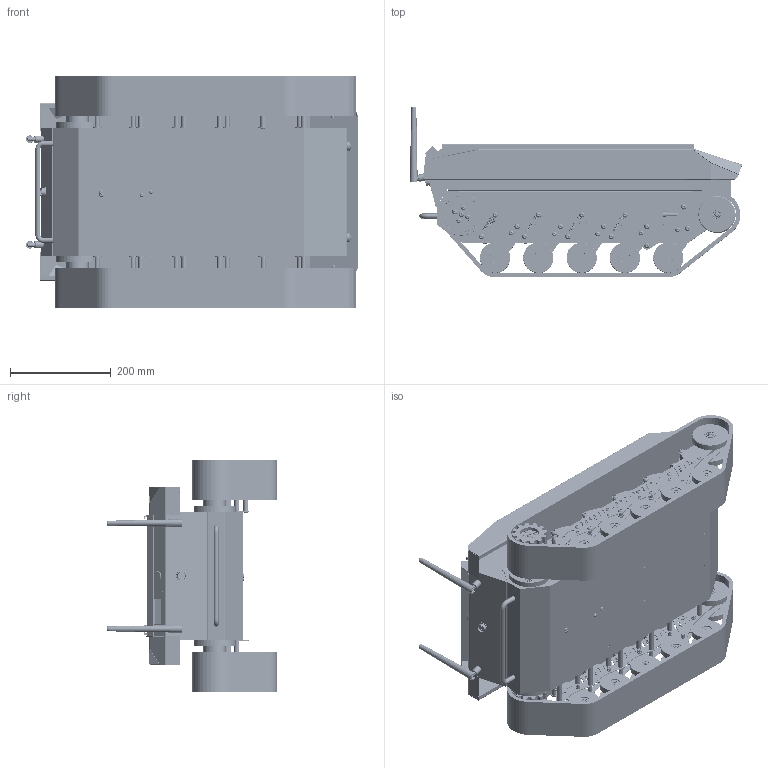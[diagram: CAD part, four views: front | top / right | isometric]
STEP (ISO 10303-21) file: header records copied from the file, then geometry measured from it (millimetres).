
FILE_DESCRIPTION (( 'STEP AP203' ), '1' );
FILE_NAME ('苤菁攫TN6H.STEP', '2025-08-25T01:31:22', ( 'Microsoft' ), ( 'Microsoft' ), 'SwSTEP 2.0', 'SolidWorks 2020', '' );
FILE_SCHEMA (( 'CONFIG_CONTROL_DESIGN' ));
Length unit declared in the file: millimetre
Products named in the file (108): 結啣12; circlips for holes--type a gb_GB_CONNECTING_PIECE_RING_RRH 37; plain washers-n series-grade a gb_GB_FASTENER_WASHER_PWNA 8; 儂极耜啣2; 耜啣1; 酗埴蹟譫; 蹟譫啣; hexagon socket button head screws gb_GB_SOCKET_TYPE7 M6X10-N; 苤菁攫TN6H; 驱动部分; 耜啣3; 盓虯1; 啣1; 腑; 耜啣4; hexagon socket button head screws gb_GB_SOCKET_TYPE7 M6X20-N; 路杶6-18; 盞沭1; hexagon socket button head screws gb_GB_SOCKET_TYPE7 M6X30-N; 熬涾耜啣1; 熬涾1; 熬涾3; 毞蹟佪; 毞盄2; 路啣1; spring lock washers--normal type gb_GB_FASTENER_WASHER_SW 5; hex nuts, style 1-grades ab gb_GB_FASTENER_NUT_SNAB1 M5-N; 鞠褒蹟翐M3-6; 粣創釱6905-35; hexagon socket button head screws gb_GB_SOCKET_TYPE7 M5X16-N; 路杶6-13; 肣蹟譫; 熬涾2; 粟銅4; 揤穩蹟譫M5; 薊粣杶1 - 萵掛 - 萵掛; deep groove ball bearings gb_Rolling bearings 61805 GB 276-94; ヶ褒啣1; 嘎殤蚐猾25-37-5; prevailing torque type 2 gb_GB_HEXAGON_LOCK_TYPE10 M6-N ...
Assembly tree (476 placements, depth 4):
  苤菁攫TN6H
    褲极
      儂极菁啣
      儂极耜啣1
      樓Ч遠  x18
      儂极耜啣2
      揤穩蹟譫M5  x12
      揤穩蹟譫M3  x8
      啣1  x2
      hex nuts, style 1-grades ab gb_GB_FASTENER_NUT_SNAB1 M5-N  x6
    翋雄粣1  x2
    粣創釱6905-35  x2
    耜啣1
      熬涾俋耜啣1  x2
      熬涾耜啣1  x2
      蹟譫啣
      hex nuts, style 1-grades ab gb_GB_FASTENER_NUT_SNAB1 M8-N
    酗埴蹟譫  x21
    熬涾2
      盓虯2
        盓虯2  x2
        路啣1  x3
        祥凄詩鞠褒翐M6-15
      路杶5-18
      祥凄詩埴蹟譫M4-8-14
      苤芛蹟隊M4-6  x2
      謫11  x2
      spring lock washers--normal type gb_GB_FASTENER_WASHER_SW 6  x2
    桲踡謫  x4
    miniature radial ball bearings gb_Rolling bearings FF619-9  GB 7218-1995  x8
    路杶6-18  x4
    蹟佪M6-50  x2
    賑輸  x2
    耜啣1
      熬涾俋耜啣1  x2
      熬涾耜啣1  x2
      蹟譫啣
      hex nuts, style 1-grades ab gb_GB_FASTENER_NUT_SNAB1 M8-N
    翋雄謫  x2
    蹟佪M8-100  x2
    薩湍80  x2
    hexagon socket button head screws gb_GB_SOCKET_TYPE7 M6X30-N  x12
    路杶5-18  x11
    路杶6-13
    熬涾4
      盓虯2
        盓虯2  x2
        路啣1  x3
        祥凄詩鞠褒翐M6-15
      路杶5-18
      謫11  x2
      spring lock washers--normal type gb_GB_FASTENER_WASHER_SW 6  x2
    hexagon socket button head screws gb_GB_SOCKET_TYPE7 M5X30-N  x20
    prevailing torque type 2 gb_GB_HEXAGON_LOCK_TYPE10 M5-N  x10
    prevailing torque type 2 gb_GB_HEXAGON_LOCK_TYPE10 M6-N  x2
    spring lock washers--normal type gb_GB_FASTENER_WASHER_SW 5  x17
    hexagon socket button head screws gb_GB_SOCKET_TYPE7 M5X16-N
    hexagon socket button head screws gb_GB_SOCKET_TYPE7 M6X10-N
    hexagon socket button head screws gb_GB_SOCKET_TYPE7 M6X20-N
    spring lock washers--normal type gb_GB_FASTENER_WASHER_SW 6  x2
Bounding box: 659.58 x 338.09 x 460 mm (x, y, z)
Volume: 5115920.1 mm3; surface area: 3317462.2 mm2
Topology: 460 solids, 460 shells, 10915 faces, 29767 edges, 19133 vertices
Faces by surface type: plane 4432, cylinder 3897, cone 1012, torus 952, sphere 610, bspline 12
Entity records: 124987 total; most frequent: CARTESIAN_POINT 27101, DIRECTION 16923, ORIENTED_EDGE 15398, EDGE_CURVE 7699, AXIS2_PLACEMENT_3D 6573, VERTEX_POINT 4975, VECTOR 3777, LINE 3777
